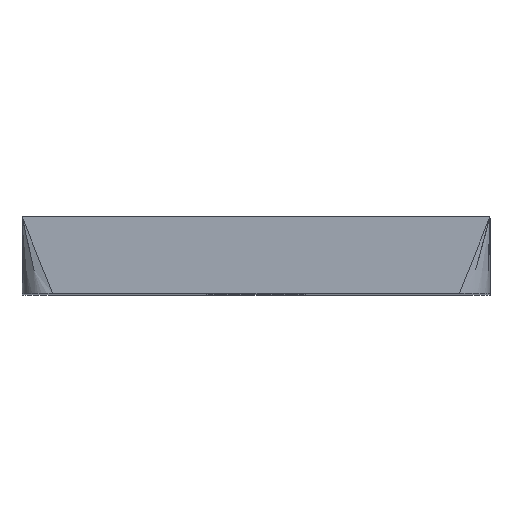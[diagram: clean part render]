
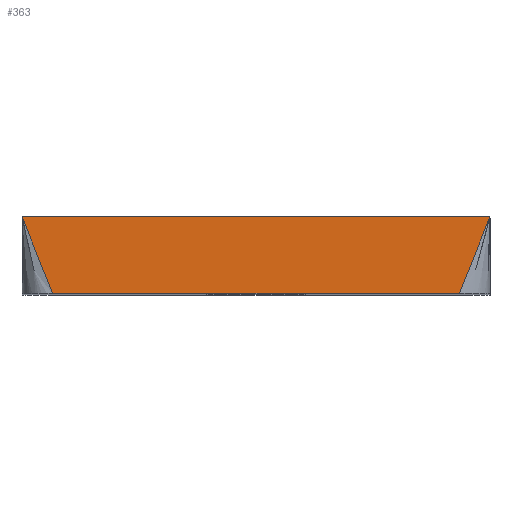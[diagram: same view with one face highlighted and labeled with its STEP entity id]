
A CAD part, top view. The second image highlights one B-rep face of the part: STEP entity #363.
In plain terms, the highlighted planar face has unit normal (0, 0, 1).
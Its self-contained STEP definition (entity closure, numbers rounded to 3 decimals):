
#42 = VECTOR ( 'NONE', #1170, 1000. ) ;
#50 = ORIENTED_EDGE ( 'NONE', *, *, #990, .F. ) ;
#55 = DIRECTION ( 'NONE',  ( -1., 0., 0. ) ) ;
#137 = EDGE_LOOP ( 'NONE', ( #957, #50, #913, #844 ) ) ;
#185 = AXIS2_PLACEMENT_3D ( 'NONE', #706, #243, #1134 ) ;
#243 = DIRECTION ( 'NONE',  ( 0., 0., 1. ) ) ;
#344 = EDGE_CURVE ( 'NONE', #1410, #1083, #478, .T. ) ;
#349 = VECTOR ( 'NONE', #1166, 1000. ) ;
#363 = ADVANCED_FACE ( 'NONE', ( #800 ), #1242, .T. ) ;
#390 = VECTOR ( 'NONE', #929, 1000. ) ;
#409 = VERTEX_POINT ( 'NONE', #1291 ) ;
#478 = LINE ( 'NONE', #922, #390 ) ;
#615 = LINE ( 'NONE', #1182, #349 ) ;
#706 = CARTESIAN_POINT ( 'NONE',  ( 1., -100., 65. ) ) ;
#727 = EDGE_CURVE ( 'NONE', #1378, #409, #930, .T. ) ;
#800 = FACE_OUTER_BOUND ( 'NONE', #137, .T. ) ;
#820 = CARTESIAN_POINT ( 'NONE',  ( -30.5, -100., 65. ) ) ;
#827 = CARTESIAN_POINT ( 'NONE',  ( -2., -105., 65. ) ) ;
#840 = CARTESIAN_POINT ( 'NONE',  ( 1., -100., 65. ) ) ;
#844 = ORIENTED_EDGE ( 'NONE', *, *, #853, .T. ) ;
#853 = EDGE_CURVE ( 'NONE', #409, #1083, #1175, .T. ) ;
#898 = CARTESIAN_POINT ( 'NONE',  ( -28.5, -105., 65. ) ) ;
#913 = ORIENTED_EDGE ( 'NONE', *, *, #727, .T. ) ;
#922 = CARTESIAN_POINT ( 'NONE',  ( -29.5, -102.5, 65. ) ) ;
#929 = DIRECTION ( 'NONE',  ( -0.371, 0.928, 0. ) ) ;
#930 = LINE ( 'NONE', #827, #42 ) ;
#957 = ORIENTED_EDGE ( 'NONE', *, *, #344, .F. ) ;
#990 = EDGE_CURVE ( 'NONE', #1378, #1410, #615, .T. ) ;
#1025 = VECTOR ( 'NONE', #55, 1000. ) ;
#1083 = VERTEX_POINT ( 'NONE', #820 ) ;
#1124 = CARTESIAN_POINT ( 'NONE',  ( -2., -105., 65. ) ) ;
#1134 = DIRECTION ( 'NONE',  ( 1., 0., 0. ) ) ;
#1166 = DIRECTION ( 'NONE',  ( -1., 0., 0. ) ) ;
#1170 = DIRECTION ( 'NONE',  ( 0.371, 0.928, 0. ) ) ;
#1175 = LINE ( 'NONE', #840, #1025 ) ;
#1182 = CARTESIAN_POINT ( 'NONE',  ( -15.25, -105., 65. ) ) ;
#1242 = PLANE ( 'NONE',  #185 ) ;
#1291 = CARTESIAN_POINT ( 'NONE',  ( 0., -100., 65. ) ) ;
#1378 = VERTEX_POINT ( 'NONE', #1124 ) ;
#1410 = VERTEX_POINT ( 'NONE', #898 ) ;
